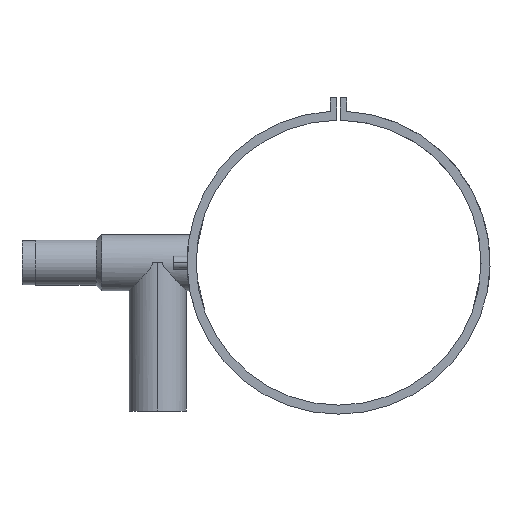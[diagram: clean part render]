
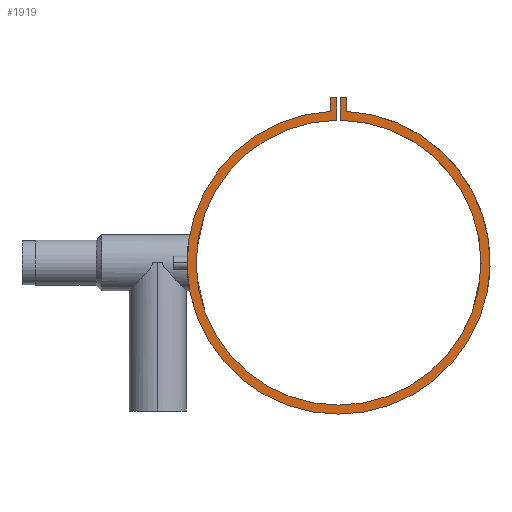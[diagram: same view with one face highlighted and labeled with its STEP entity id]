
A CAD part, left-side view. The second image highlights one B-rep face of the part: STEP entity #1919.
In plain terms, the highlighted planar face has unit normal (-1, 0, 0).
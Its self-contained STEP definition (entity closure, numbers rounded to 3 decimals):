
#82 = VERTEX_POINT ( 'NONE', #1515 ) ;
#115 = CARTESIAN_POINT ( 'NONE',  ( -80., 9., 182.258 ) ) ;
#168 = CIRCLE ( 'NONE', #1756, 167.5 ) ;
#259 = AXIS2_PLACEMENT_3D ( 'NONE', #1441, #2208, #330 ) ;
#330 = DIRECTION ( 'NONE',  ( 0., 0., -1. ) ) ;
#377 = EDGE_CURVE ( 'NONE', #2414, #82, #1895, .T. ) ;
#383 = LINE ( 'NONE', #1287, #1427 ) ;
#398 = CARTESIAN_POINT ( 'NONE',  ( -80., -9., 167.258 ) ) ;
#539 = CARTESIAN_POINT ( 'NONE',  ( -80., 2., 182.258 ) ) ;
#598 = CARTESIAN_POINT ( 'NONE',  ( -80., 0., 0. ) ) ;
#641 = VECTOR ( 'NONE', #1639, 1000. ) ;
#648 = DIRECTION ( 'NONE',  ( 0., 0., -1. ) ) ;
#664 = VERTEX_POINT ( 'NONE', #879 ) ;
#705 = DIRECTION ( 'NONE',  ( 0., 0., 1. ) ) ;
#786 = CARTESIAN_POINT ( 'NONE',  ( -80., 9., 182.258 ) ) ;
#799 = VERTEX_POINT ( 'NONE', #2206 ) ;
#855 = DIRECTION ( 'NONE',  ( 0., 0., -1. ) ) ;
#879 = CARTESIAN_POINT ( 'NONE',  ( -80., -9., 182.258 ) ) ;
#994 = ORIENTED_EDGE ( 'NONE', *, *, #1821, .F. ) ;
#998 = LINE ( 'NONE', #1827, #1208 ) ;
#1001 = ORIENTED_EDGE ( 'NONE', *, *, #1852, .F. ) ;
#1008 = VECTOR ( 'NONE', #1025, 1000. ) ;
#1025 = DIRECTION ( 'NONE',  ( 0., 0., 1. ) ) ;
#1049 = EDGE_CURVE ( 'NONE', #664, #1076, #383, .T. ) ;
#1052 = ORIENTED_EDGE ( 'NONE', *, *, #377, .F. ) ;
#1060 = ORIENTED_EDGE ( 'NONE', *, *, #1808, .F. ) ;
#1073 = ORIENTED_EDGE ( 'NONE', *, *, #2385, .F. ) ;
#1074 = VERTEX_POINT ( 'NONE', #2265 ) ;
#1076 = VERTEX_POINT ( 'NONE', #398 ) ;
#1080 = ORIENTED_EDGE ( 'NONE', *, *, #2100, .F. ) ;
#1087 = ORIENTED_EDGE ( 'NONE', *, *, #1049, .F. ) ;
#1105 = ORIENTED_EDGE ( 'NONE', *, *, #2656, .F. ) ;
#1182 = EDGE_LOOP ( 'NONE', ( #1105, #1087, #1080, #1073, #1060, #1052, #994, #1001 ) ) ;
#1208 = VECTOR ( 'NONE', #2590, 1000. ) ;
#1251 = AXIS2_PLACEMENT_3D ( 'NONE', #598, #1479, #2246 ) ;
#1287 = CARTESIAN_POINT ( 'NONE',  ( -80., -9., 182.258 ) ) ;
#1427 = VECTOR ( 'NONE', #2064, 1000. ) ;
#1441 = CARTESIAN_POINT ( 'NONE',  ( -80., 0., 0. ) ) ;
#1479 = DIRECTION ( 'NONE',  ( 1., 0., 0. ) ) ;
#1510 = CIRCLE ( 'NONE', #259, 157.5 ) ;
#1515 = CARTESIAN_POINT ( 'NONE',  ( -80., 2., 157.487 ) ) ;
#1525 = CARTESIAN_POINT ( 'NONE',  ( -80., 9., 182.258 ) ) ;
#1592 = VECTOR ( 'NONE', #705, 1000. ) ;
#1623 = VECTOR ( 'NONE', #855, 1000. ) ;
#1639 = DIRECTION ( 'NONE',  ( 0., -1., 0. ) ) ;
#1665 = FACE_OUTER_BOUND ( 'NONE', #1182, .T. ) ;
#1707 = CARTESIAN_POINT ( 'NONE',  ( -80., 0., 0. ) ) ;
#1756 = AXIS2_PLACEMENT_3D ( 'NONE', #1707, #2477, #648 ) ;
#1765 = LINE ( 'NONE', #2529, #1592 ) ;
#1808 = EDGE_CURVE ( 'NONE', #82, #2135, #1510, .T. ) ;
#1821 = EDGE_CURVE ( 'NONE', #2244, #2414, #2597, .T. ) ;
#1827 = CARTESIAN_POINT ( 'NONE',  ( -80., -2., 182.258 ) ) ;
#1842 = CARTESIAN_POINT ( 'NONE',  ( -80., -2., 157.487 ) ) ;
#1852 = EDGE_CURVE ( 'NONE', #1074, #2244, #2035, .T. ) ;
#1895 = LINE ( 'NONE', #2653, #1623 ) ;
#1919 = ADVANCED_FACE ( 'NONE', ( #1665 ), #2435, .F. ) ;
#2035 = LINE ( 'NONE', #115, #1008 ) ;
#2064 = DIRECTION ( 'NONE',  ( 0., 0., -1. ) ) ;
#2100 = EDGE_CURVE ( 'NONE', #799, #664, #998, .T. ) ;
#2135 = VERTEX_POINT ( 'NONE', #1842 ) ;
#2206 = CARTESIAN_POINT ( 'NONE',  ( -80., -2., 182.258 ) ) ;
#2208 = DIRECTION ( 'NONE',  ( -1., 0., 0. ) ) ;
#2244 = VERTEX_POINT ( 'NONE', #1525 ) ;
#2246 = DIRECTION ( 'NONE',  ( 0., 0., -1. ) ) ;
#2265 = CARTESIAN_POINT ( 'NONE',  ( -80., 9., 167.258 ) ) ;
#2385 = EDGE_CURVE ( 'NONE', #2135, #799, #1765, .T. ) ;
#2414 = VERTEX_POINT ( 'NONE', #539 ) ;
#2435 = PLANE ( 'NONE',  #1251 ) ;
#2477 = DIRECTION ( 'NONE',  ( 1., 0., 0. ) ) ;
#2529 = CARTESIAN_POINT ( 'NONE',  ( -80., -2., 182.258 ) ) ;
#2590 = DIRECTION ( 'NONE',  ( 0., -1., 0. ) ) ;
#2597 = LINE ( 'NONE', #786, #641 ) ;
#2653 = CARTESIAN_POINT ( 'NONE',  ( -80., 2., 182.258 ) ) ;
#2656 = EDGE_CURVE ( 'NONE', #1076, #1074, #168, .T. ) ;
